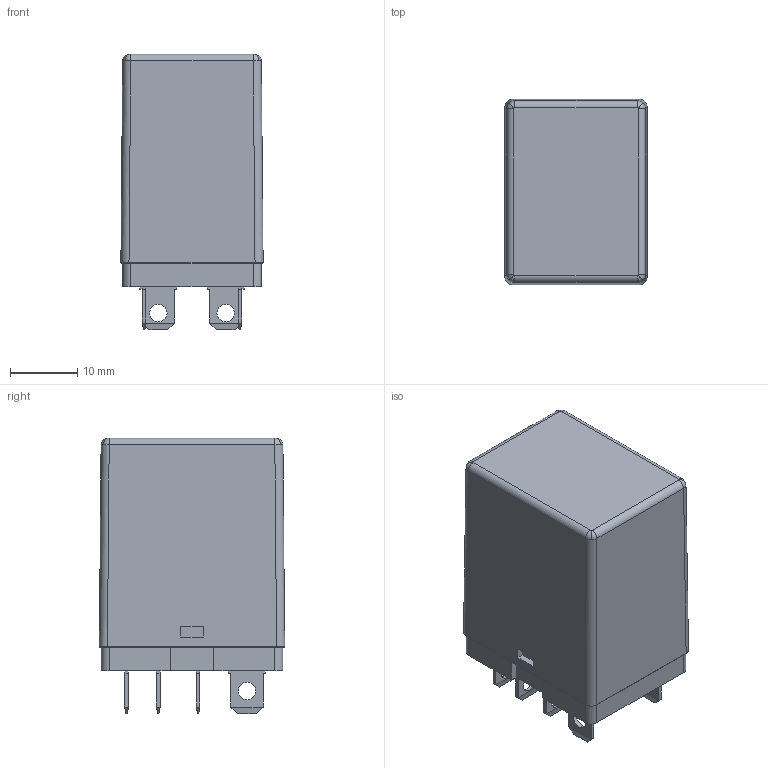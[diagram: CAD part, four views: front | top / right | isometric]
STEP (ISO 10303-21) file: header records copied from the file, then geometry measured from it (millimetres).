
FILE_DESCRIPTION (( 'STEP AP214' ), '1' );
FILE_NAME ('RY2.STEP', '2014-09-12T08:04:18', ( '' ), ( '' ), 'SwSTEP 2.0', 'SolidWorks 2012', '' );
FILE_SCHEMA (( 'AUTOMOTIVE_DESIGN' ));
Length unit declared in the file: millimetre
Products named in the file (1): RY2
Bounding box: 21.1 x 27.5 x 40.9 mm (x, y, z)
Volume: 19394.6 mm3; surface area: 4993.2 mm2
Topology: 1 solids, 2 shells, 207 faces, 520 edges, 330 vertices
Faces by surface type: plane 159, cylinder 34, bspline 12, torus 2
Entity records: 8292 total; most frequent: CARTESIAN_POINT 1570, ORIENTED_EDGE 1040, DIRECTION 936, EDGE_CURVE 520, VECTOR 404, LINE 404, VERTEX_POINT 330, AXIS2_PLACEMENT_3D 266
